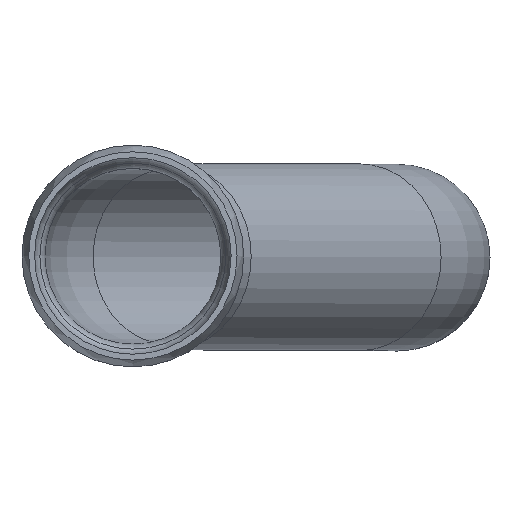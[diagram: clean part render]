
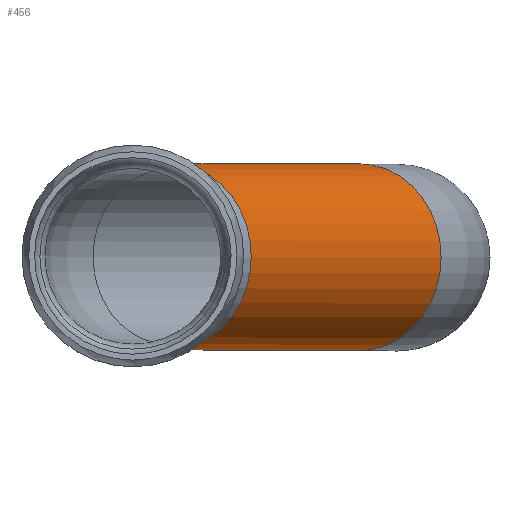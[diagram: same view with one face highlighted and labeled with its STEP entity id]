
A CAD part, top view. The second image highlights one B-rep face of the part: STEP entity #456.
In plain terms, the highlighted cylindrical face has radius 265 mm (diameter 530 mm), a full revolution.
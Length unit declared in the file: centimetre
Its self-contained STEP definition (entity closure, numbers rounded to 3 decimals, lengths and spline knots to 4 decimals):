
#62=FACE_OUTER_BOUND('',#92,.T.);
#92=EDGE_LOOP('',(#410,#411,#412,#413,#414));
#105=LINE('',#953,#117);
#117=VECTOR('',#707,26.5);
#170=CIRCLE('',#534,26.5);
#171=CIRCLE('',#535,26.5);
#172=CIRCLE('',#537,26.5);
#213=VERTEX_POINT('',#946);
#214=VERTEX_POINT('',#948);
#215=VERTEX_POINT('',#952);
#279=EDGE_CURVE('',#213,#214,#170,.T.);
#280=EDGE_CURVE('',#214,#213,#171,.T.);
#281=EDGE_CURVE('',#214,#215,#105,.T.);
#282=EDGE_CURVE('',#215,#215,#172,.T.);
#410=ORIENTED_EDGE('',*,*,#280,.F.);
#411=ORIENTED_EDGE('',*,*,#281,.T.);
#412=ORIENTED_EDGE('',*,*,#282,.T.);
#413=ORIENTED_EDGE('',*,*,#281,.F.);
#414=ORIENTED_EDGE('',*,*,#279,.F.);
#429=CYLINDRICAL_SURFACE('',#536,26.5);
#456=ADVANCED_FACE('',(#62),#429,.T.);
#534=AXIS2_PLACEMENT_3D('',#949,#701,#702);
#535=AXIS2_PLACEMENT_3D('',#950,#703,#704);
#536=AXIS2_PLACEMENT_3D('',#951,#705,#706);
#537=AXIS2_PLACEMENT_3D('',#954,#708,#709);
#701=DIRECTION('center_axis',(-0.489,0.,0.873));
#702=DIRECTION('ref_axis',(0.873,0.,0.489));
#703=DIRECTION('center_axis',(-0.489,0.,0.873));
#704=DIRECTION('ref_axis',(0.873,0.,0.489));
#705=DIRECTION('center_axis',(-0.489,0.,0.873));
#706=DIRECTION('ref_axis',(0.873,0.,0.489));
#707=DIRECTION('',(0.489,0.,-0.873));
#708=DIRECTION('center_axis',(-0.489,0.,0.873));
#709=DIRECTION('ref_axis',(0.873,0.,0.489));
#946=CARTESIAN_POINT('',(-41.3624,0.,219.6419));
#948=CARTESIAN_POINT('',(-87.6072,0.,193.7494));
#949=CARTESIAN_POINT('Origin',(-64.4848,0.,206.6957));
#950=CARTESIAN_POINT('Origin',(-64.4848,0.,206.6957));
#951=CARTESIAN_POINT('Origin',(-10.5152,0.,110.3043));
#952=CARTESIAN_POINT('',(-33.6376,0.,97.3581));
#953=CARTESIAN_POINT('',(-33.6376,0.,97.3581));
#954=CARTESIAN_POINT('Origin',(-10.5152,0.,110.3043));
